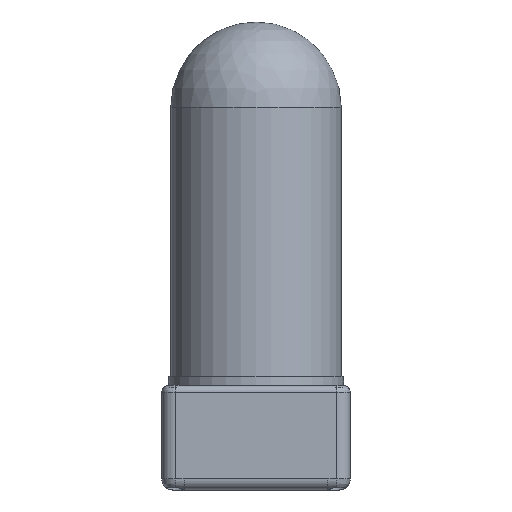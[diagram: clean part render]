
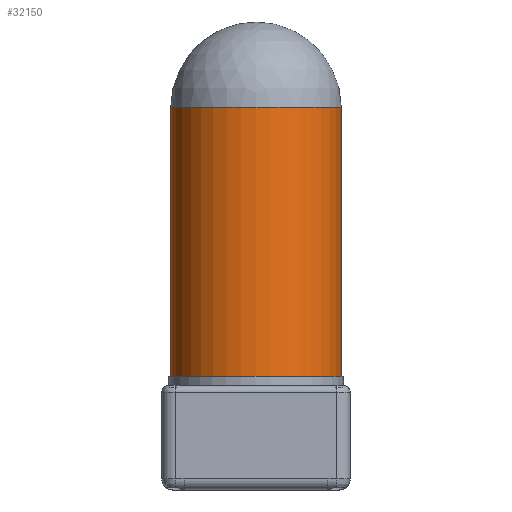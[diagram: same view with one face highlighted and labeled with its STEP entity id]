
A CAD part, left-side view. The second image highlights one B-rep face of the part: STEP entity #32150.
In plain terms, the highlighted cylindrical face has radius 19 mm (diameter 38 mm), a full revolution.
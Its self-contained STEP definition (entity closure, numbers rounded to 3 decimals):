
#3773=FACE_OUTER_BOUND('',#6095,.T.);
#6095=EDGE_LOOP('',(#28624,#28625,#28626,#28627,#28628));
#9132=LINE('',#53776,#12149);
#12149=VECTOR('',#44116,19.);
#13287=CIRCLE('',#35233,19.);
#13289=CIRCLE('',#35235,19.);
#13291=CIRCLE('',#35239,19.);
#16009=VERTEX_POINT('',#53764);
#16010=VERTEX_POINT('',#53765);
#16013=VERTEX_POINT('',#53775);
#20220=EDGE_CURVE('',#16009,#16010,#13287,.T.);
#20222=EDGE_CURVE('',#16010,#16009,#13289,.T.);
#20225=EDGE_CURVE('',#16009,#16013,#9132,.T.);
#20226=EDGE_CURVE('',#16013,#16013,#13291,.T.);
#28624=ORIENTED_EDGE('',*,*,#20220,.F.);
#28625=ORIENTED_EDGE('',*,*,#20225,.T.);
#28626=ORIENTED_EDGE('',*,*,#20226,.T.);
#28627=ORIENTED_EDGE('',*,*,#20225,.F.);
#28628=ORIENTED_EDGE('',*,*,#20222,.F.);
#29200=CYLINDRICAL_SURFACE('',#35238,19.);
#32150=ADVANCED_FACE('',(#3773),#29200,.T.);
#35233=AXIS2_PLACEMENT_3D('',#53766,#44103,#44104);
#35235=AXIS2_PLACEMENT_3D('',#53769,#44107,#44108);
#35238=AXIS2_PLACEMENT_3D('',#53774,#44114,#44115);
#35239=AXIS2_PLACEMENT_3D('',#53777,#44117,#44118);
#44103=DIRECTION('center_axis',(0.,0.,1.));
#44104=DIRECTION('ref_axis',(-1.,0.,0.));
#44107=DIRECTION('center_axis',(0.,0.,1.));
#44108=DIRECTION('ref_axis',(-1.,0.,0.));
#44114=DIRECTION('center_axis',(0.,0.,1.));
#44115=DIRECTION('ref_axis',(-1.,0.,0.));
#44116=DIRECTION('',(0.,0.,-1.));
#44117=DIRECTION('center_axis',(0.,0.,1.));
#44118=DIRECTION('ref_axis',(-1.,0.,0.));
#53764=CARTESIAN_POINT('',(90.5,9.5,90.795));
#53765=CARTESIAN_POINT('',(52.5,9.5,90.795));
#53766=CARTESIAN_POINT('Origin',(71.5,9.5,90.795));
#53769=CARTESIAN_POINT('Origin',(71.5,9.5,90.795));
#53774=CARTESIAN_POINT('Origin',(71.5,9.5,28.795));
#53775=CARTESIAN_POINT('',(90.5,9.5,28.795));
#53776=CARTESIAN_POINT('',(90.5,9.5,28.795));
#53777=CARTESIAN_POINT('Origin',(71.5,9.5,28.795));
